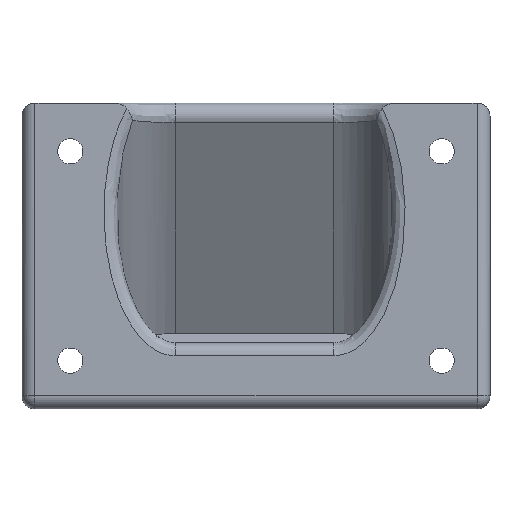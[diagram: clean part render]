
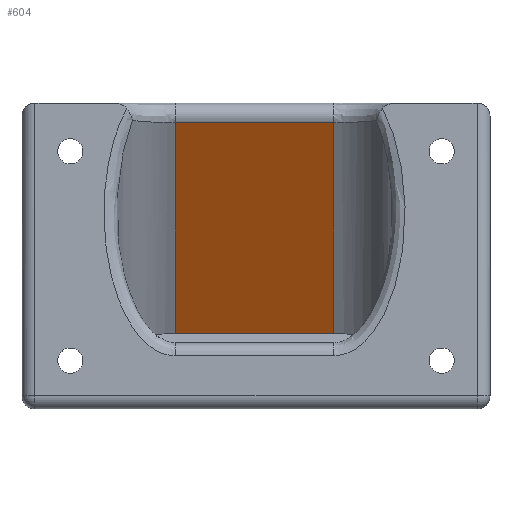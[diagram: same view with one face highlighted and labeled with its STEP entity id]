
A CAD part, top view. The second image highlights one B-rep face of the part: STEP entity #604.
In plain terms, the highlighted planar face has unit normal (0, -0.5, 0.866).
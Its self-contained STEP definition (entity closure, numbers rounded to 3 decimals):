
#79 = LINE ( 'NONE', #1767, #1117 ) ;
#91 = DIRECTION ( 'NONE',  ( -1., 0., 0. ) ) ;
#117 = EDGE_CURVE ( 'NONE', #1109, #403, #2229, .T. ) ;
#177 = ORIENTED_EDGE ( 'NONE', *, *, #2158, .T. ) ;
#198 = CARTESIAN_POINT ( 'NONE',  ( -15.779, -15.095, -19.31 ) ) ;
#220 = DIRECTION ( 'NONE',  ( 0., -0.866, -0.5 ) ) ;
#253 = CARTESIAN_POINT ( 'NONE',  ( -15.779, 26.1, 4.474 ) ) ;
#403 = VERTEX_POINT ( 'NONE', #1676 ) ;
#502 = ORIENTED_EDGE ( 'NONE', *, *, #1429, .T. ) ;
#546 = VECTOR ( 'NONE', #220, 1000. ) ;
#604 = ADVANCED_FACE ( 'NONE', ( #1173 ), #2052, .F. ) ;
#615 = CARTESIAN_POINT ( 'NONE',  ( 15.209, 26.1, 4.474 ) ) ;
#619 = CARTESIAN_POINT ( 'NONE',  ( 15.209, -15.095, -19.31 ) ) ;
#789 = VERTEX_POINT ( 'NONE', #619 ) ;
#846 = DIRECTION ( 'NONE',  ( 0., 0.5, -0.866 ) ) ;
#1056 = VECTOR ( 'NONE', #91, 1000. ) ;
#1072 = CARTESIAN_POINT ( 'NONE',  ( -15.779, 46.219, 16.09 ) ) ;
#1109 = VERTEX_POINT ( 'NONE', #615 ) ;
#1117 = VECTOR ( 'NONE', #1947, 1000. ) ;
#1143 = DIRECTION ( 'NONE',  ( -1., 0., 0. ) ) ;
#1173 = FACE_OUTER_BOUND ( 'NONE', #1684, .T. ) ;
#1403 = LINE ( 'NONE', #1072, #546 ) ;
#1412 = VECTOR ( 'NONE', #1683, 1000. ) ;
#1429 = EDGE_CURVE ( 'NONE', #2017, #789, #79, .T. ) ;
#1544 = CARTESIAN_POINT ( 'NONE',  ( -15.779, 46.219, 16.09 ) ) ;
#1556 = ORIENTED_EDGE ( 'NONE', *, *, #117, .T. ) ;
#1559 = AXIS2_PLACEMENT_3D ( 'NONE', #1544, #846, #1143 ) ;
#1659 = ORIENTED_EDGE ( 'NONE', *, *, #1987, .F. ) ;
#1676 = CARTESIAN_POINT ( 'NONE',  ( -15.779, 26.1, 4.474 ) ) ;
#1683 = DIRECTION ( 'NONE',  ( 0., -0.866, -0.5 ) ) ;
#1684 = EDGE_LOOP ( 'NONE', ( #1659, #1556, #177, #502 ) ) ;
#1766 = LINE ( 'NONE', #2049, #1412 ) ;
#1767 = CARTESIAN_POINT ( 'NONE',  ( -15.779, -15.095, -19.31 ) ) ;
#1947 = DIRECTION ( 'NONE',  ( 1., 0., 0. ) ) ;
#1987 = EDGE_CURVE ( 'NONE', #1109, #789, #1766, .T. ) ;
#2017 = VERTEX_POINT ( 'NONE', #198 ) ;
#2049 = CARTESIAN_POINT ( 'NONE',  ( 15.209, 46.219, 16.09 ) ) ;
#2052 = PLANE ( 'NONE',  #1559 ) ;
#2158 = EDGE_CURVE ( 'NONE', #403, #2017, #1403, .T. ) ;
#2229 = LINE ( 'NONE', #253, #1056 ) ;
